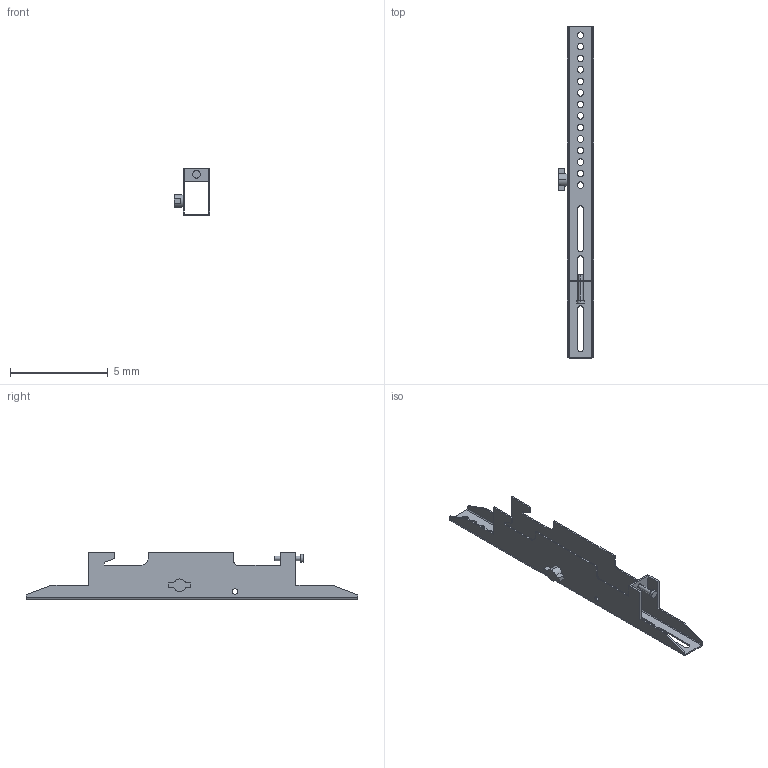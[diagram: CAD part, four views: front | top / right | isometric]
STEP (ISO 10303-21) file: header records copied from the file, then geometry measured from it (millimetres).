
FILE_DESCRIPTION(('STEP AP214'),'1');
FILE_NAME('tmp0.STEP',' ',(' '),(' '),'XStep 1.0',' ',' ');
FILE_SCHEMA(('automotive_design'));
Length unit declared in the file: millimetre
Products named in the file (1): NONE
Bounding box: 1.84 x 17 x 2.45 mm (x, y, z)
Volume: 5.6 mm3; surface area: 151.9 mm2
Topology: 1 solids, 1 shells, 119 faces, 340 edges, 226 vertices
Faces by surface type: plane 61, cylinder 58
Entity records: 4978 total; most frequent: DIRECTION 700, CARTESIAN_POINT 686, ORIENTED_EDGE 680, EDGE_CURVE 340, AXIS2_PLACEMENT_3D 240, VERTEX_POINT 226, LINE 220, VECTOR 220
